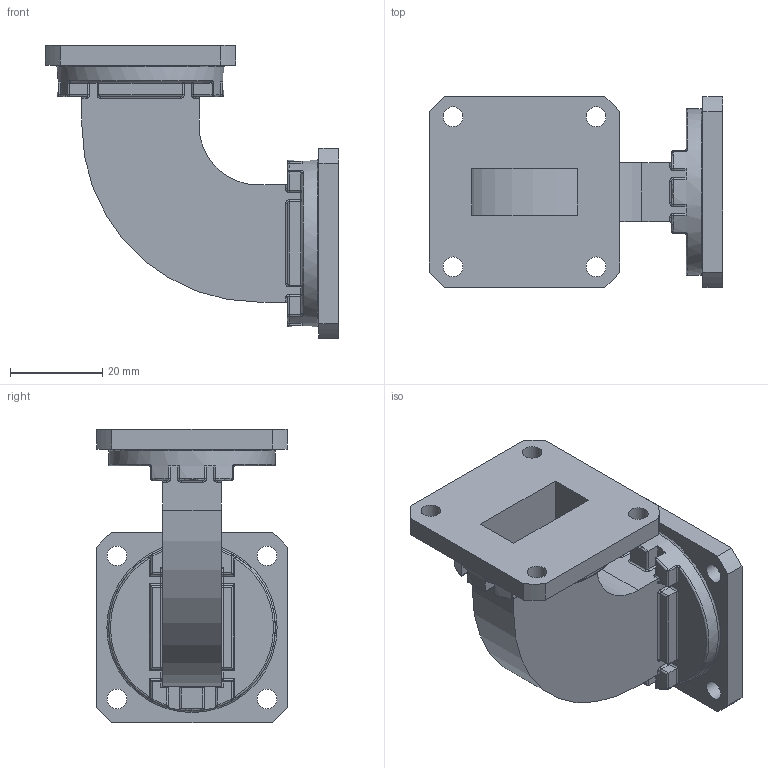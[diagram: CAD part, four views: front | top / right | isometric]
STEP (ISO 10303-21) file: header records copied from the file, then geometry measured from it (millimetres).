
FILE_DESCRIPTION (( 'STEP AP203' ), '1' );
FILE_NAME ('PE-W90B002_3D.step', '2021-01-29T21:39:42', ( '' ), ( '' ), 'SwSTEP 2.0', 'SolidWorks 2018', '' );
FILE_SCHEMA (( 'CONFIG_CONTROL_DESIGN' ));
Length unit declared in the file: inch
Products named in the file (1): PE-W90B002_3D
Bounding box: 63.56 x 41.27 x 63.56 mm (x, y, z)
Volume: 24517.6 mm3; surface area: 17850.3 mm2
Topology: 1 solids, 1 shells, 344 faces, 834 edges, 470 vertices
Faces by surface type: cylinder 166, plane 96, torus 50, sphere 24, bspline 8
Full cylindrical faces by diameter (mm): 4.293 x8, 36.116 x2
Entity records: 10063 total; most frequent: CARTESIAN_POINT 2161, DIRECTION 1714, ORIENTED_EDGE 1592, EDGE_CURVE 796, AXIS2_PLACEMENT_3D 653, VERTEX_POINT 468, VECTOR 408, LINE 408
